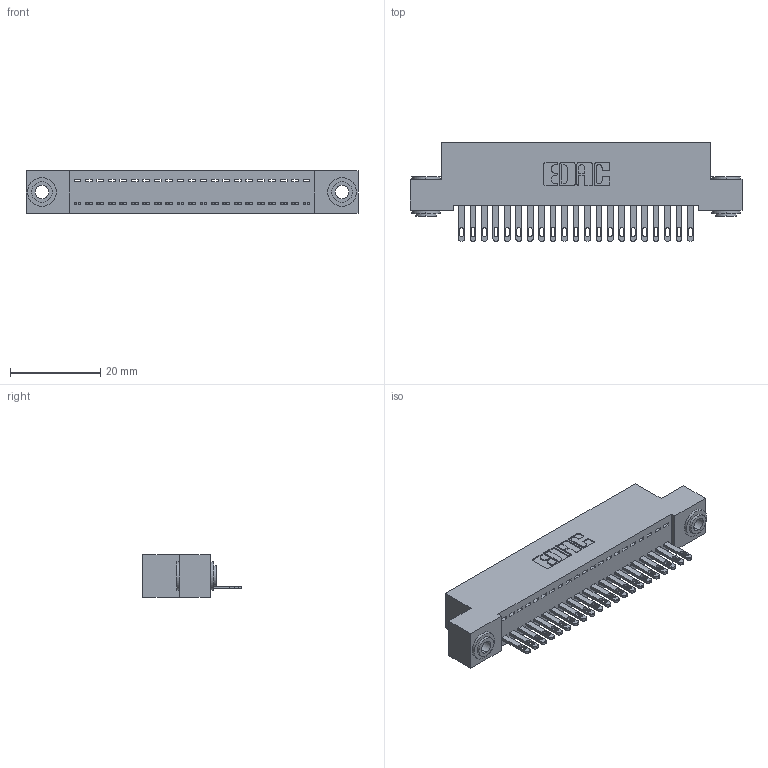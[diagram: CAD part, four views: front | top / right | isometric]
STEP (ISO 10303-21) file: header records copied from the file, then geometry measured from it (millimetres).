
FILE_DESCRIPTION (( 'STEP AP203' ), '1' );
FILE_NAME ('342-021-500-103.STEP', '2018-08-10T23:33:53', ( '' ), ( '' ), 'SwSTEP 2.0', 'SolidWorks 2016', '' );
FILE_SCHEMA (( 'CONFIG_CONTROL_DESIGN' ));
Length unit declared in the file: inch
Products named in the file (4): 342 Part_.156 TH; 345-292-001_345-293-100; 342-250-002_345-250-002-102; 342-021-500-103
Assembly tree (24 placements, depth 2):
  342-021-500-103
    342 Part_.156 TH
    345-292-001_345-293-100  x21
    342-250-002_345-250-002-102  x2
Bounding box: 73.66 x 21.85 x 9.4 mm (x, y, z)
Volume: 6417 mm3; surface area: 9298.4 mm2
Topology: 24 solids, 24 shells, 1282 faces, 3903 edges, 2598 vertices
Faces by surface type: plane 832, cylinder 442, cone 8
Entity records: 16002 total; most frequent: CARTESIAN_POINT 2740, ORIENTED_EDGE 2690, DIRECTION 2389, EDGE_CURVE 1345, VECTOR 1189, LINE 1189, VERTEX_POINT 894, AXIS2_PLACEMENT_3D 600
